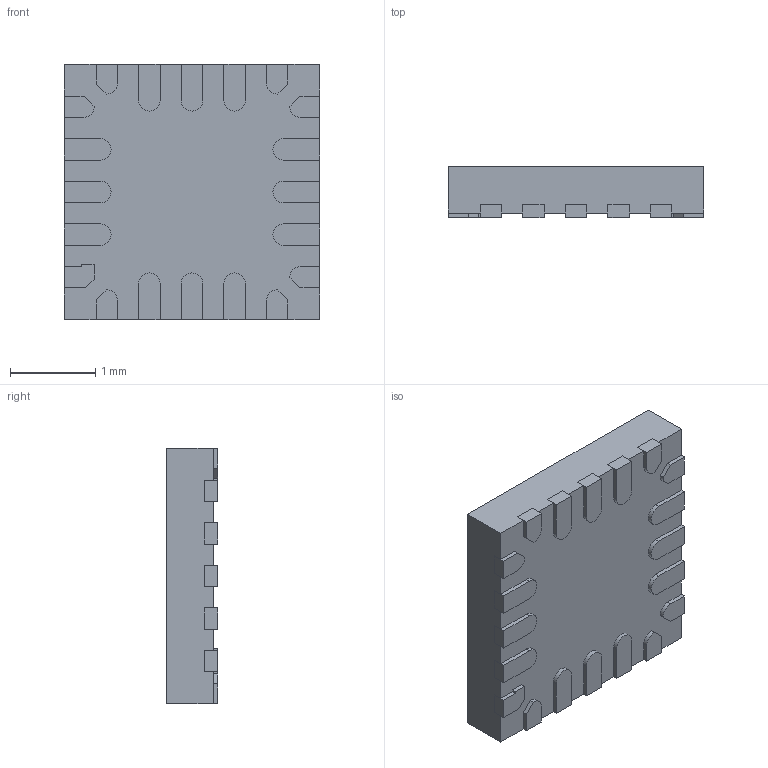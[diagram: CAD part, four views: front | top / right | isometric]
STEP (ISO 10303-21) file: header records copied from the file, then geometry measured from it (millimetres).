
FILE_DESCRIPTION(('FreeCAD Model'),'2;1');
FILE_NAME('Open CASCADE Shape Model','2026-01-02T12:37:52',('Author'),( ''),'Open CASCADE STEP processor 7.8','FreeCAD','Unknown');
FILE_SCHEMA(('AUTOMOTIVE_DESIGN { 1 0 10303 214 1 1 1 1 }'));
Length unit declared in the file: millimetre
Products named in the file (22): ST_UFQFPN-20_3x3mm_P0.5mm021; ST_UFQFPN-20_3x3mm_P0.5mm; ST_UFQFPN-20_3x3mm_P0.5mm001; ST_UFQFPN-20_3x3mm_P0.5mm002; ST_UFQFPN-20_3x3mm_P0.5mm003; ST_UFQFPN-20_3x3mm_P0.5mm004; ST_UFQFPN-20_3x3mm_P0.5mm005; ST_UFQFPN-20_3x3mm_P0.5mm006; ST_UFQFPN-20_3x3mm_P0.5mm007; ST_UFQFPN-20_3x3mm_P0.5mm008; ST_UFQFPN-20_3x3mm_P0.5mm009; ST_UFQFPN-20_3x3mm_P0.5mm010; ST_UFQFPN-20_3x3mm_P0.5mm011; ST_UFQFPN-20_3x3mm_P0.5mm012; ST_UFQFPN-20_3x3mm_P0.5mm013; ST_UFQFPN-20_3x3mm_P0.5mm014; ST_UFQFPN-20_3x3mm_P0.5mm015; ST_UFQFPN-20_3x3mm_P0.5mm016; ST_UFQFPN-20_3x3mm_P0.5mm017; ST_UFQFPN-20_3x3mm_P0.5mm018; ST_UFQFPN-20_3x3mm_P0.5mm019; ST_UFQFPN-20_3x3mm_P0.5mm020
Assembly tree (21 placements, depth 2):
  ST_UFQFPN-20_3x3mm_P0.5mm021
    ST_UFQFPN-20_3x3mm_P0.5mm
    ST_UFQFPN-20_3x3mm_P0.5mm001
    ST_UFQFPN-20_3x3mm_P0.5mm002
    ST_UFQFPN-20_3x3mm_P0.5mm003
    ST_UFQFPN-20_3x3mm_P0.5mm004
    ST_UFQFPN-20_3x3mm_P0.5mm005
    ST_UFQFPN-20_3x3mm_P0.5mm006
    ST_UFQFPN-20_3x3mm_P0.5mm007
    ST_UFQFPN-20_3x3mm_P0.5mm008
    ST_UFQFPN-20_3x3mm_P0.5mm009
    ST_UFQFPN-20_3x3mm_P0.5mm010
    ST_UFQFPN-20_3x3mm_P0.5mm011
    ST_UFQFPN-20_3x3mm_P0.5mm012
    ST_UFQFPN-20_3x3mm_P0.5mm013
    ST_UFQFPN-20_3x3mm_P0.5mm014
    ST_UFQFPN-20_3x3mm_P0.5mm015
    ST_UFQFPN-20_3x3mm_P0.5mm016
    ST_UFQFPN-20_3x3mm_P0.5mm017
    ST_UFQFPN-20_3x3mm_P0.5mm018
    ST_UFQFPN-20_3x3mm_P0.5mm019
    ST_UFQFPN-20_3x3mm_P0.5mm020
Bounding box: 3 x 0.6 x 3 mm (x, y, z)
Volume: 5.1 mm3; surface area: 34.7 mm2
Topology: 21 solids, 21 shells, 236 faces, 582 edges, 388 vertices
Faces by surface type: plane 188, cylinder 48
Entity records: 7483 total; most frequent: CARTESIAN_POINT 1228, DIRECTION 1194, ORIENTED_EDGE 1164, EDGE_CURVE 582, LINE 486, VECTOR 486, VERTEX_POINT 388, AXIS2_PLACEMENT_3D 354
